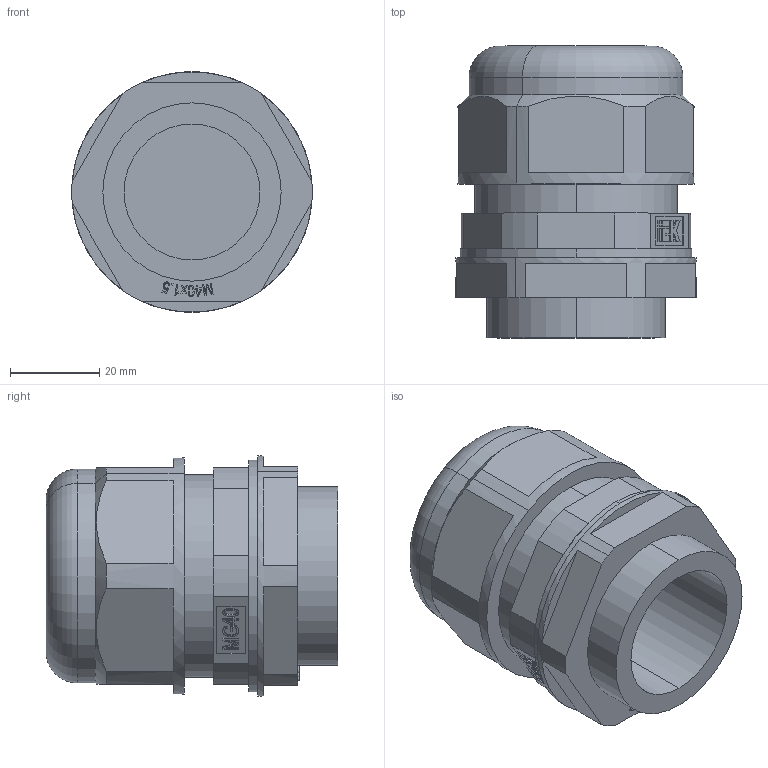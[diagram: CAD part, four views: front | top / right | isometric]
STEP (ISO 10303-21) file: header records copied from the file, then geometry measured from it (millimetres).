
FILE_DESCRIPTION (( 'STEP AP214' ), '1' );
FILE_NAME ('YSA10-30-40-68-K02 Ñàëüíèê MG 40 äèàìåòð ïðîâîäíèêà 20-29ìì IP68 ÈÝÊ.STEP', '2016-11-09T08:51:16', ( '' ), ( '' ), 'SwSTEP 2.0', 'SolidWorks 2014', '' );
FILE_SCHEMA (( 'AUTOMOTIVE_DESIGN' ));
Length unit declared in the file: millimetre
Products named in the file (1): YSA10-30-40-68-K02 Ñàëüíèê MG 40 äèàìåòð ïðîâîäíèêà 20-29ìì  IP68 ÈÝÊ
Bounding box: 54 x 65.5 x 54 mm (x, y, z)
Volume: 62954 mm3; surface area: 41260.7 mm2
Topology: 5 solids, 5 shells, 340 faces, 897 edges, 594 vertices
Faces by surface type: plane 241, bspline 40, cylinder 38, cone 19, torus 2
Entity records: 16601 total; most frequent: CARTESIAN_POINT 4530, ORIENTED_EDGE 1794, DIRECTION 1545, EDGE_CURVE 897, LINE 623, VECTOR 623, VERTEX_POINT 594, AXIS2_PLACEMENT_3D 461
